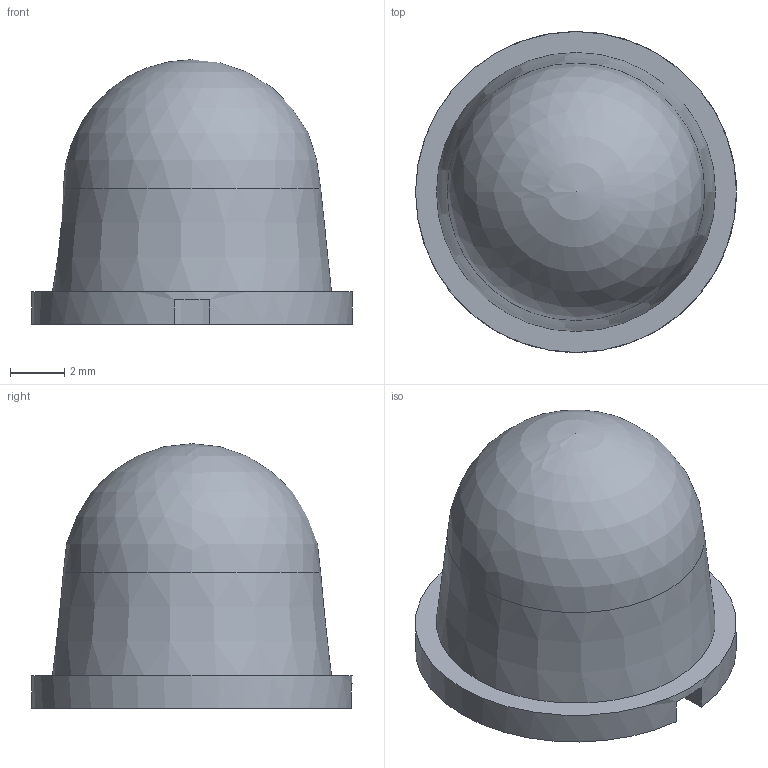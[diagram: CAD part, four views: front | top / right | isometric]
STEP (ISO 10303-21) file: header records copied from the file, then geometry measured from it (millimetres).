
FILE_DESCRIPTION(/* description */ (''),/* implementation_level */ '2;1');
FILE_NAME(/* name */'pir_lens_PD05-12005_8308-4.step',/* time_stamp */ '2023-01-03T14:13:49-08:00',/* author */ (''),/* organization */ ('MAXLABIO INC.'),/* preprocessor_version */ 'ST-DEVELOPER v19',/* originating_system */ 'Autodesk Translation Framework v11.7.0.108',/* authorisation */ '');
FILE_SCHEMA (('AUTOMOTIVE_DESIGN { 1 0 10303 214 3 1 1 }'));
Length unit declared in the file: millimetre
Products named in the file (1): pir_lens_PD05-12005_8308-4
Bounding box: 11.8 x 11.8 x 9.73 mm (x, y, z)
Volume: 220.9 mm3; surface area: 623.9 mm2
Topology: 1 solids, 1 shells, 11 faces, 26 edges, 17 vertices
Faces by surface type: plane 5, cylinder 3, sphere 2, cone 1
Full cylindrical faces by diameter (mm): 8.2 x1, 11.8 x1
Entity records: 355 total; most frequent: DIRECTION 61, CARTESIAN_POINT 53, ORIENTED_EDGE 48, AXIS2_PLACEMENT_3D 25, EDGE_CURVE 24, VERTEX_POINT 17, EDGE_LOOP 13, CIRCLE 13
